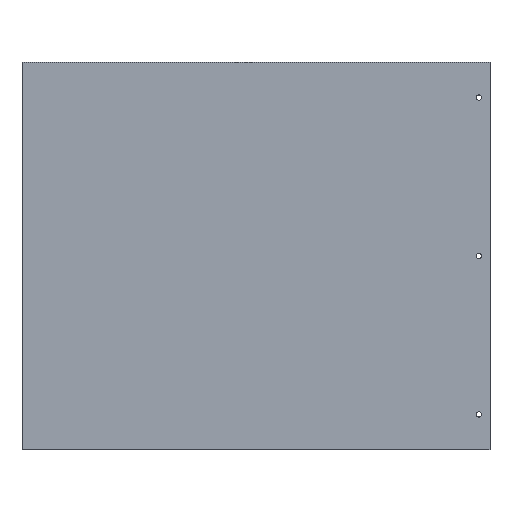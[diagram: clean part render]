
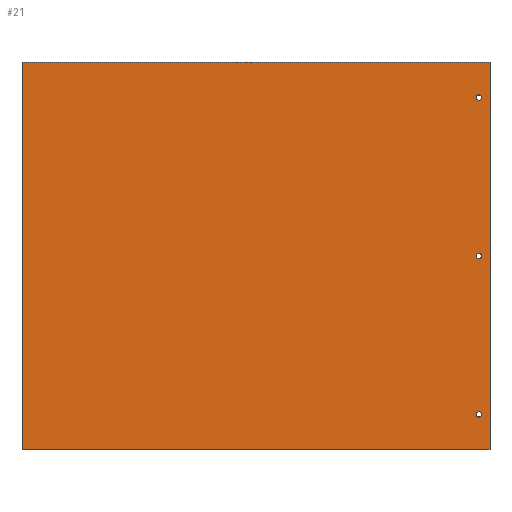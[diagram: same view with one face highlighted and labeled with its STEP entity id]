
A CAD part, top view. The second image highlights one B-rep face of the part: STEP entity #21.
In plain terms, the highlighted planar face has unit normal (0, 0, 1).
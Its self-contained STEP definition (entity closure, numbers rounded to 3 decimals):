
#3 = DIRECTION ( 'NONE',  ( -1., 0., 0. ) ) ;
#4 = EDGE_LOOP ( 'NONE', ( #53, #12 ) ) ;
#7 = DIRECTION ( 'NONE',  ( 0., 0., 1. ) ) ;
#12 = ORIENTED_EDGE ( 'NONE', *, *, #13, .F. ) ;
#13 = EDGE_CURVE ( 'NONE', #275, #18, #44, .T. ) ;
#14 = DIRECTION ( 'NONE',  ( 1., 0., 0. ) ) ;
#15 = AXIS2_PLACEMENT_3D ( 'NONE', #207, #358, #308 ) ;
#18 = VERTEX_POINT ( 'NONE', #29 ) ;
#21 = ADVANCED_FACE ( 'NONE', ( #347, #417, #318, #112 ), #391, .T. ) ;
#25 = EDGE_CURVE ( 'NONE', #357, #390, #421, .T. ) ;
#26 = ORIENTED_EDGE ( 'NONE', *, *, #61, .F. ) ;
#28 = VERTEX_POINT ( 'NONE', #456 ) ;
#29 = CARTESIAN_POINT ( 'NONE',  ( 249., 179.057, 6. ) ) ;
#32 = DIRECTION ( 'NONE',  ( 1., 0., 0. ) ) ;
#44 = CIRCLE ( 'NONE', #15, 3. ) ;
#51 = EDGE_CURVE ( 'NONE', #257, #333, #401, .T. ) ;
#52 = CIRCLE ( 'NONE', #413, 3. ) ;
#53 = ORIENTED_EDGE ( 'NONE', *, *, #309, .F. ) ;
#61 = EDGE_CURVE ( 'NONE', #169, #28, #136, .T. ) ;
#67 = CARTESIAN_POINT ( 'NONE',  ( 252., -179.057, 6. ) ) ;
#69 = CARTESIAN_POINT ( 'NONE',  ( 264.5, 219.057, 6. ) ) ;
#74 = AXIS2_PLACEMENT_3D ( 'NONE', #326, #106, #146 ) ;
#75 = ORIENTED_EDGE ( 'NONE', *, *, #153, .T. ) ;
#80 = CIRCLE ( 'NONE', #74, 3. ) ;
#86 = VECTOR ( 'NONE', #32, 1000. ) ;
#90 = AXIS2_PLACEMENT_3D ( 'NONE', #355, #389, #385 ) ;
#96 = DIRECTION ( 'NONE',  ( 0., 0., 1. ) ) ;
#106 = DIRECTION ( 'NONE',  ( 0., 0., 1. ) ) ;
#112 = FACE_BOUND ( 'NONE', #253, .T. ) ;
#124 = CIRCLE ( 'NONE', #149, 3. ) ;
#129 = EDGE_LOOP ( 'NONE', ( #311, #306 ) ) ;
#136 = CIRCLE ( 'NONE', #455, 3. ) ;
#140 = CARTESIAN_POINT ( 'NONE',  ( 264.5, 219.057, 6. ) ) ;
#141 = DIRECTION ( 'NONE',  ( 0., 0., 1. ) ) ;
#145 = CARTESIAN_POINT ( 'NONE',  ( 264.5, -219.057, 6. ) ) ;
#146 = DIRECTION ( 'NONE',  ( 1., 0., 0. ) ) ;
#148 = LINE ( 'NONE', #431, #270 ) ;
#149 = AXIS2_PLACEMENT_3D ( 'NONE', #67, #7, #14 ) ;
#153 = EDGE_CURVE ( 'NONE', #164, #206, #148, .T. ) ;
#162 = LINE ( 'NONE', #408, #310 ) ;
#164 = VERTEX_POINT ( 'NONE', #140 ) ;
#167 = VECTOR ( 'NONE', #327, 1000. ) ;
#169 = VERTEX_POINT ( 'NONE', #181 ) ;
#179 = CARTESIAN_POINT ( 'NONE',  ( 249., -179.057, 6. ) ) ;
#181 = CARTESIAN_POINT ( 'NONE',  ( 255., 0., 6. ) ) ;
#182 = DIRECTION ( 'NONE',  ( 0., 0., 1. ) ) ;
#189 = ORIENTED_EDGE ( 'NONE', *, *, #51, .T. ) ;
#206 = VERTEX_POINT ( 'NONE', #296 ) ;
#207 = CARTESIAN_POINT ( 'NONE',  ( 252., 179.057, 6. ) ) ;
#214 = DIRECTION ( 'NONE',  ( 1., 0., 0. ) ) ;
#216 = CARTESIAN_POINT ( 'NONE',  ( 252., 0., 6. ) ) ;
#221 = CARTESIAN_POINT ( 'NONE',  ( 255., 179.057, 6. ) ) ;
#223 = CARTESIAN_POINT ( 'NONE',  ( 252., 0., 6. ) ) ;
#233 = EDGE_CURVE ( 'NONE', #333, #164, #416, .T. ) ;
#238 = ORIENTED_EDGE ( 'NONE', *, *, #233, .T. ) ;
#243 = EDGE_LOOP ( 'NONE', ( #371, #189, #238, #75 ) ) ;
#251 = CARTESIAN_POINT ( 'NONE',  ( -264.5, -219.057, 6. ) ) ;
#253 = EDGE_LOOP ( 'NONE', ( #383, #26 ) ) ;
#257 = VERTEX_POINT ( 'NONE', #372 ) ;
#270 = VECTOR ( 'NONE', #3, 1000. ) ;
#272 = EDGE_CURVE ( 'NONE', #206, #257, #162, .T. ) ;
#275 = VERTEX_POINT ( 'NONE', #221 ) ;
#296 = CARTESIAN_POINT ( 'NONE',  ( -264.5, 219.057, 6. ) ) ;
#297 = DIRECTION ( 'NONE',  ( 0., -1., 0. ) ) ;
#306 = ORIENTED_EDGE ( 'NONE', *, *, #25, .F. ) ;
#308 = DIRECTION ( 'NONE',  ( 1., 0., 0. ) ) ;
#309 = EDGE_CURVE ( 'NONE', #18, #275, #80, .T. ) ;
#310 = VECTOR ( 'NONE', #297, 1000. ) ;
#311 = ORIENTED_EDGE ( 'NONE', *, *, #387, .F. ) ;
#313 = CARTESIAN_POINT ( 'NONE',  ( 0., 0., 6. ) ) ;
#318 = FACE_BOUND ( 'NONE', #4, .T. ) ;
#322 = DIRECTION ( 'NONE',  ( 1., 0., 0. ) ) ;
#326 = CARTESIAN_POINT ( 'NONE',  ( 252., 179.057, 6. ) ) ;
#327 = DIRECTION ( 'NONE',  ( 0., 1., 0. ) ) ;
#330 = DIRECTION ( 'NONE',  ( 1., 0., 0. ) ) ;
#333 = VERTEX_POINT ( 'NONE', #145 ) ;
#347 = FACE_BOUND ( 'NONE', #129, .T. ) ;
#353 = EDGE_CURVE ( 'NONE', #28, #169, #52, .T. ) ;
#354 = AXIS2_PLACEMENT_3D ( 'NONE', #313, #96, #214 ) ;
#355 = CARTESIAN_POINT ( 'NONE',  ( 252., -179.057, 6. ) ) ;
#357 = VERTEX_POINT ( 'NONE', #436 ) ;
#358 = DIRECTION ( 'NONE',  ( 0., 0., 1. ) ) ;
#371 = ORIENTED_EDGE ( 'NONE', *, *, #272, .T. ) ;
#372 = CARTESIAN_POINT ( 'NONE',  ( -264.5, -219.057, 6. ) ) ;
#383 = ORIENTED_EDGE ( 'NONE', *, *, #353, .F. ) ;
#385 = DIRECTION ( 'NONE',  ( 1., 0., 0. ) ) ;
#387 = EDGE_CURVE ( 'NONE', #390, #357, #124, .T. ) ;
#389 = DIRECTION ( 'NONE',  ( 0., 0., 1. ) ) ;
#390 = VERTEX_POINT ( 'NONE', #179 ) ;
#391 = PLANE ( 'NONE',  #354 ) ;
#401 = LINE ( 'NONE', #251, #86 ) ;
#408 = CARTESIAN_POINT ( 'NONE',  ( -264.5, 219.057, 6. ) ) ;
#413 = AXIS2_PLACEMENT_3D ( 'NONE', #223, #182, #330 ) ;
#416 = LINE ( 'NONE', #69, #167 ) ;
#417 = FACE_OUTER_BOUND ( 'NONE', #243, .T. ) ;
#421 = CIRCLE ( 'NONE', #90, 3. ) ;
#431 = CARTESIAN_POINT ( 'NONE',  ( -264.5, 219.057, 6. ) ) ;
#436 = CARTESIAN_POINT ( 'NONE',  ( 255., -179.057, 6. ) ) ;
#455 = AXIS2_PLACEMENT_3D ( 'NONE', #216, #141, #322 ) ;
#456 = CARTESIAN_POINT ( 'NONE',  ( 249., 0., 6. ) ) ;
